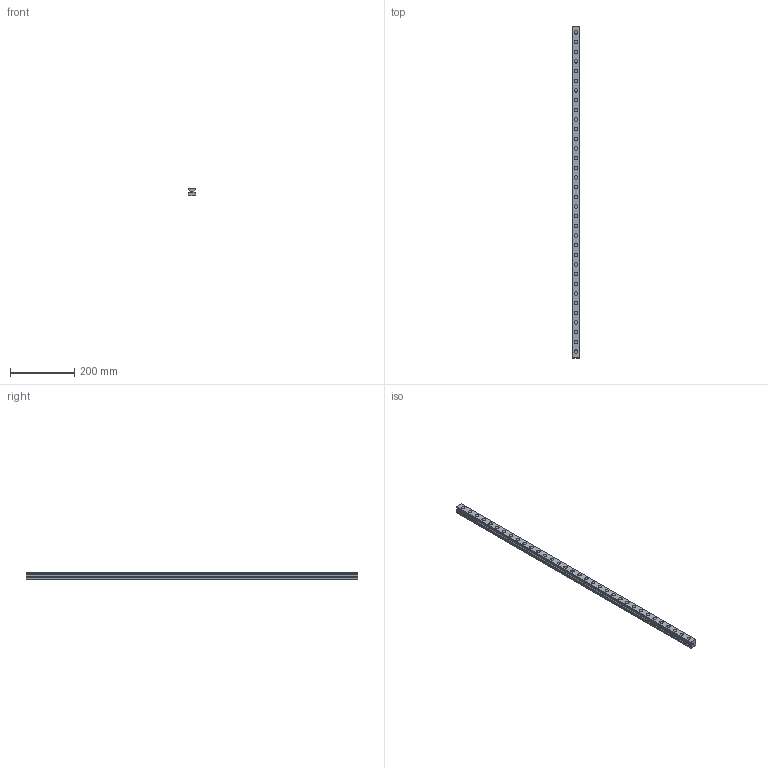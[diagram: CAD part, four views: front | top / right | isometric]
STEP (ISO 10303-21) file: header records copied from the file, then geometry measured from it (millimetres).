
FILE_DESCRIPTION(('STEP AP214'),'1');
FILE_NAME('cctmp_B6B0D75C-7EAB-4D3D-B1C8-3FEE566A5776_2021_03_11_09_40_30_0204..stp','2021-03-11T08:40:30',('HIWIN GmbH'),('CADClick - www.CADClick.com'),'Spatial InterOp 3D',' ','unknown authorization');
FILE_SCHEMA(('AUTOMOTIVE_DESIGN'));
Length unit declared in the file: millimetre
Products named in the file (1): RGR25R1030H_FILE
Bounding box: 23 x 1030 x 23.6 mm (x, y, z)
Volume: 413492.5 mm3; surface area: 128161.6 mm2
Topology: 1 solids, 1 shells, 423 faces, 945 edges, 630 vertices
Faces by surface type: cylinder 222, plane 201
Entity records: 15331 total; most frequent: DIRECTION 2237, CARTESIAN_POINT 1999, ORIENTED_EDGE 1890, EDGE_CURVE 945, AXIS2_PLACEMENT_3D 868, VERTEX_POINT 630, EDGE_LOOP 529, LINE 501
